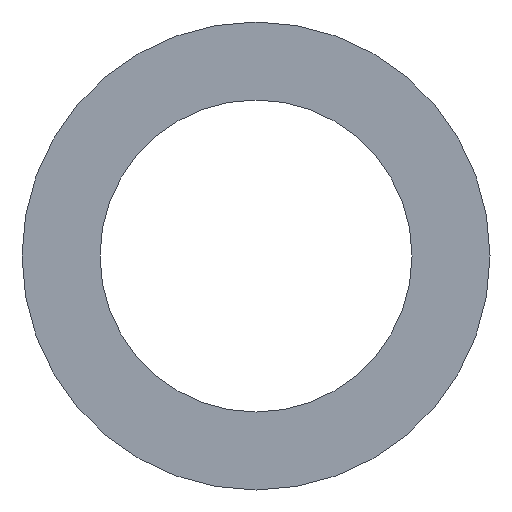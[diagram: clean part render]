
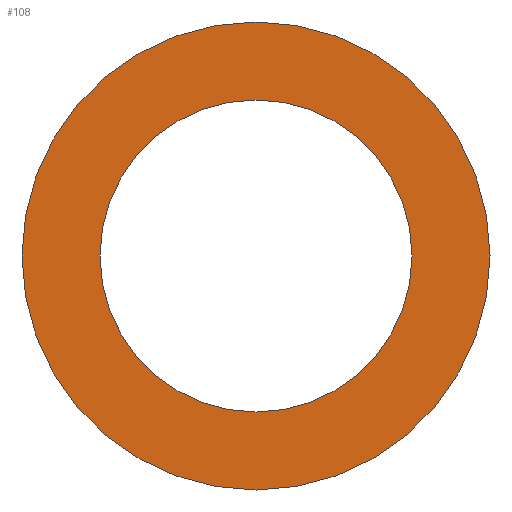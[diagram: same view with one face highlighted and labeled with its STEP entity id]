
A CAD part, front view. The second image highlights one B-rep face of the part: STEP entity #108.
In plain terms, the highlighted planar face has unit normal (0, -1, 0).
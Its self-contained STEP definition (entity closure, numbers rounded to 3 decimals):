
#4 = CARTESIAN_POINT ( 'NONE',  ( 0., 0., 0. ) ) ;
#6 = DIRECTION ( 'NONE',  ( 0., 1., 0. ) ) ;
#17 = AXIS2_PLACEMENT_3D ( 'NONE', #244, #249, #243 ) ;
#19 = CARTESIAN_POINT ( 'NONE',  ( 0., 0., -3. ) ) ;
#22 = CARTESIAN_POINT ( 'NONE',  ( 0., 0., -4.5 ) ) ;
#26 = CIRCLE ( 'NONE', #72, 3. ) ;
#27 = VERTEX_POINT ( 'NONE', #19 ) ;
#30 = DIRECTION ( 'NONE',  ( 0., 0., 1. ) ) ;
#34 = AXIS2_PLACEMENT_3D ( 'NONE', #41, #168, #120 ) ;
#41 = CARTESIAN_POINT ( 'NONE',  ( 0., 0., 0. ) ) ;
#52 = EDGE_LOOP ( 'NONE', ( #161, #59 ) ) ;
#59 = ORIENTED_EDGE ( 'NONE', *, *, #215, .T. ) ;
#61 = PLANE ( 'NONE',  #34 ) ;
#63 = FACE_OUTER_BOUND ( 'NONE', #220, .T. ) ;
#66 = CARTESIAN_POINT ( 'NONE',  ( 0., 0., 4.5 ) ) ;
#72 = AXIS2_PLACEMENT_3D ( 'NONE', #4, #6, #30 ) ;
#77 = CARTESIAN_POINT ( 'NONE',  ( 0., 0., 0. ) ) ;
#79 = EDGE_CURVE ( 'NONE', #238, #196, #95, .T. ) ;
#85 = VERTEX_POINT ( 'NONE', #206 ) ;
#86 = DIRECTION ( 'NONE',  ( 0., 1., 0. ) ) ;
#87 = AXIS2_PLACEMENT_3D ( 'NONE', #158, #86, #103 ) ;
#91 = EDGE_CURVE ( 'NONE', #196, #238, #163, .T. ) ;
#95 = CIRCLE ( 'NONE', #240, 4.5 ) ;
#96 = ORIENTED_EDGE ( 'NONE', *, *, #91, .F. ) ;
#103 = DIRECTION ( 'NONE',  ( 0., 0., 1. ) ) ;
#108 = ADVANCED_FACE ( 'NONE', ( #63, #113 ), #61, .F. ) ;
#113 = FACE_BOUND ( 'NONE', #52, .T. ) ;
#120 = DIRECTION ( 'NONE',  ( 0., 0., 1. ) ) ;
#141 = CIRCLE ( 'NONE', #87, 3. ) ;
#151 = EDGE_CURVE ( 'NONE', #27, #85, #26, .T. ) ;
#158 = CARTESIAN_POINT ( 'NONE',  ( 0., 0., 0. ) ) ;
#161 = ORIENTED_EDGE ( 'NONE', *, *, #151, .T. ) ;
#163 = CIRCLE ( 'NONE', #17, 4.5 ) ;
#168 = DIRECTION ( 'NONE',  ( 0., 1., 0. ) ) ;
#169 = DIRECTION ( 'NONE',  ( 0., 0., 1. ) ) ;
#186 = ORIENTED_EDGE ( 'NONE', *, *, #79, .F. ) ;
#196 = VERTEX_POINT ( 'NONE', #66 ) ;
#203 = DIRECTION ( 'NONE',  ( 0., 1., 0. ) ) ;
#206 = CARTESIAN_POINT ( 'NONE',  ( 0., 0., 3. ) ) ;
#215 = EDGE_CURVE ( 'NONE', #85, #27, #141, .T. ) ;
#220 = EDGE_LOOP ( 'NONE', ( #186, #96 ) ) ;
#238 = VERTEX_POINT ( 'NONE', #22 ) ;
#240 = AXIS2_PLACEMENT_3D ( 'NONE', #77, #203, #169 ) ;
#243 = DIRECTION ( 'NONE',  ( 0., 0., 1. ) ) ;
#244 = CARTESIAN_POINT ( 'NONE',  ( 0., 0., 0. ) ) ;
#249 = DIRECTION ( 'NONE',  ( 0., 1., 0. ) ) ;
